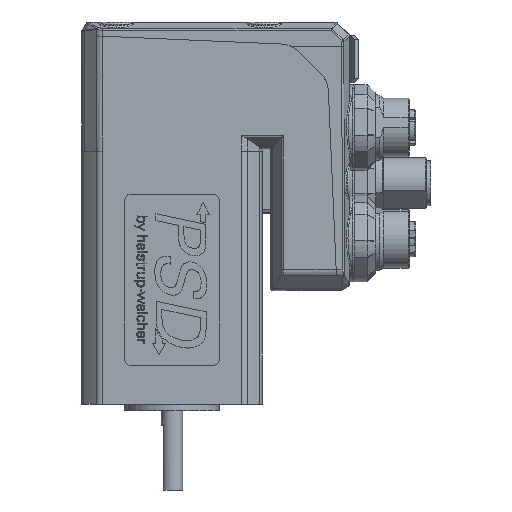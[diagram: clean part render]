
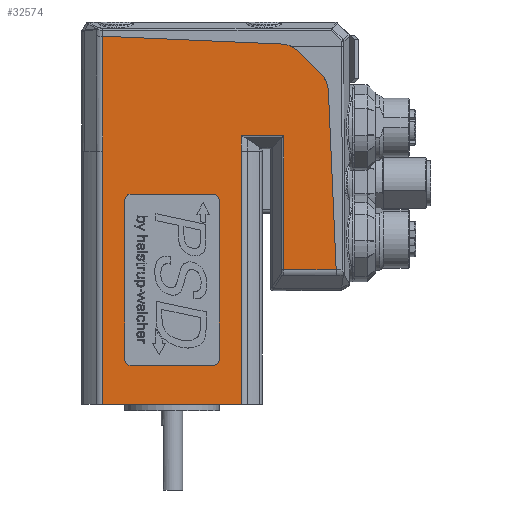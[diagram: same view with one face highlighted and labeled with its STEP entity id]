
A CAD part, left-side view. The second image highlights one B-rep face of the part: STEP entity #32574.
In plain terms, the highlighted planar face has unit normal (-1, 0, 0).
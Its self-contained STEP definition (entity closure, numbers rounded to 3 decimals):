
#2070=FACE_BOUND('',#5561,.T.);
#2335=PLANE('',#34905);
#3716=FACE_OUTER_BOUND('',#5560,.T.);
#5560=EDGE_LOOP('',(#22931,#22932,#22933,#22934,#22935,#22936,#22937,#22938,
#22939,#22940,#22941,#22942,#22943,#22944,#22945));
#5561=EDGE_LOOP('',(#22946,#22947,#22948,#22949,#22950,#22951,#22952,#22953));
#7433=LINE('',#46680,#9811);
#7436=LINE('',#46695,#9814);
#7447=LINE('',#46737,#9825);
#7468=LINE('',#46816,#9846);
#7473=LINE('',#46840,#9851);
#7494=LINE('',#46922,#9872);
#7496=LINE('',#46937,#9874);
#7505=LINE('',#47019,#9883);
#7532=LINE('',#47105,#9910);
#7533=LINE('',#47107,#9911);
#7534=LINE('',#47109,#9912);
#7535=LINE('',#47113,#9913);
#7536=LINE('',#47116,#9914);
#7537=LINE('',#47121,#9915);
#7538=LINE('',#47125,#9916);
#7539=LINE('',#47129,#9917);
#7540=LINE('',#47132,#9918);
#9811=VECTOR('',#38391,10.);
#9814=VECTOR('',#38400,10.);
#9825=VECTOR('',#38439,10.);
#9846=VECTOR('',#38496,10.);
#9851=VECTOR('',#38515,10.);
#9872=VECTOR('',#38586,1000.);
#9874=VECTOR('',#38602,1000.);
#9883=VECTOR('',#38689,1000.);
#9910=VECTOR('',#38780,1000.);
#9911=VECTOR('',#38783,1000.);
#9912=VECTOR('',#38784,10.);
#9913=VECTOR('',#38787,10.);
#9914=VECTOR('',#38790,10.);
#9915=VECTOR('',#38793,10.);
#9916=VECTOR('',#38796,10.);
#9917=VECTOR('',#38799,10.);
#9918=VECTOR('',#38802,10.);
#12250=CIRCLE('',#34906,6.);
#12251=CIRCLE('',#34907,6.);
#12252=CIRCLE('',#34908,1.5);
#12253=CIRCLE('',#34909,1.5);
#12254=CIRCLE('',#34910,1.5);
#12255=CIRCLE('',#34911,1.5);
#13399=VERTEX_POINT('',#46671);
#13402=VERTEX_POINT('',#46679);
#13405=VERTEX_POINT('',#46694);
#13416=VERTEX_POINT('',#46734);
#13442=VERTEX_POINT('',#46810);
#13444=VERTEX_POINT('',#46814);
#13448=VERTEX_POINT('',#46838);
#13470=VERTEX_POINT('',#46921);
#13476=VERTEX_POINT('',#46935);
#13509=VERTEX_POINT('',#47016);
#13510=VERTEX_POINT('',#47018);
#13538=VERTEX_POINT('',#47108);
#13539=VERTEX_POINT('',#47110);
#13540=VERTEX_POINT('',#47112);
#13541=VERTEX_POINT('',#47114);
#13542=VERTEX_POINT('',#47117);
#13543=VERTEX_POINT('',#47118);
#13544=VERTEX_POINT('',#47120);
#13545=VERTEX_POINT('',#47122);
#13546=VERTEX_POINT('',#47124);
#13547=VERTEX_POINT('',#47126);
#13548=VERTEX_POINT('',#47128);
#13549=VERTEX_POINT('',#47130);
#16865=EDGE_CURVE('',#13399,#13402,#7433,.T.);
#16870=EDGE_CURVE('',#13402,#13405,#7436,.T.);
#16889=EDGE_CURVE('',#13405,#13416,#7447,.T.);
#16923=EDGE_CURVE('',#13444,#13442,#7468,.T.);
#16932=EDGE_CURVE('',#13448,#13399,#7473,.T.);
#16966=EDGE_CURVE('',#13416,#13470,#7494,.T.);
#16974=EDGE_CURVE('',#13476,#13444,#7496,.T.);
#17014=EDGE_CURVE('',#13510,#13509,#7505,.T.);
#17057=EDGE_CURVE('',#13476,#13510,#7532,.T.);
#17058=EDGE_CURVE('',#13470,#13509,#7533,.T.);
#17059=EDGE_CURVE('',#13538,#13448,#7534,.T.);
#17060=EDGE_CURVE('',#13539,#13538,#12250,.T.);
#17061=EDGE_CURVE('',#13540,#13539,#7535,.T.);
#17062=EDGE_CURVE('',#13541,#13540,#12251,.T.);
#17063=EDGE_CURVE('',#13442,#13541,#7536,.T.);
#17064=EDGE_CURVE('',#13542,#13543,#12252,.T.);
#17065=EDGE_CURVE('',#13543,#13544,#7537,.T.);
#17066=EDGE_CURVE('',#13544,#13545,#12253,.T.);
#17067=EDGE_CURVE('',#13545,#13546,#7538,.T.);
#17068=EDGE_CURVE('',#13546,#13547,#12254,.T.);
#17069=EDGE_CURVE('',#13547,#13548,#7539,.T.);
#17070=EDGE_CURVE('',#13548,#13549,#12255,.T.);
#17071=EDGE_CURVE('',#13549,#13542,#7540,.T.);
#22931=ORIENTED_EDGE('',*,*,#17058,.F.);
#22932=ORIENTED_EDGE('',*,*,#16966,.F.);
#22933=ORIENTED_EDGE('',*,*,#16889,.F.);
#22934=ORIENTED_EDGE('',*,*,#16870,.F.);
#22935=ORIENTED_EDGE('',*,*,#16865,.F.);
#22936=ORIENTED_EDGE('',*,*,#16932,.F.);
#22937=ORIENTED_EDGE('',*,*,#17059,.F.);
#22938=ORIENTED_EDGE('',*,*,#17060,.F.);
#22939=ORIENTED_EDGE('',*,*,#17061,.F.);
#22940=ORIENTED_EDGE('',*,*,#17062,.F.);
#22941=ORIENTED_EDGE('',*,*,#17063,.F.);
#22942=ORIENTED_EDGE('',*,*,#16923,.F.);
#22943=ORIENTED_EDGE('',*,*,#16974,.F.);
#22944=ORIENTED_EDGE('',*,*,#17057,.T.);
#22945=ORIENTED_EDGE('',*,*,#17014,.T.);
#22946=ORIENTED_EDGE('',*,*,#17064,.T.);
#22947=ORIENTED_EDGE('',*,*,#17065,.T.);
#22948=ORIENTED_EDGE('',*,*,#17066,.T.);
#22949=ORIENTED_EDGE('',*,*,#17067,.T.);
#22950=ORIENTED_EDGE('',*,*,#17068,.T.);
#22951=ORIENTED_EDGE('',*,*,#17069,.T.);
#22952=ORIENTED_EDGE('',*,*,#17070,.T.);
#22953=ORIENTED_EDGE('',*,*,#17071,.T.);
#32574=ADVANCED_FACE('',(#3716,#2070),#2335,.F.);
#34905=AXIS2_PLACEMENT_3D('',#47106,#38781,#38782);
#34906=AXIS2_PLACEMENT_3D('',#47111,#38785,#38786);
#34907=AXIS2_PLACEMENT_3D('',#47115,#38788,#38789);
#34908=AXIS2_PLACEMENT_3D('',#47119,#38791,#38792);
#34909=AXIS2_PLACEMENT_3D('',#47123,#38794,#38795);
#34910=AXIS2_PLACEMENT_3D('',#47127,#38797,#38798);
#34911=AXIS2_PLACEMENT_3D('',#47131,#38800,#38801);
#38391=DIRECTION('',(0.,0.,1.));
#38400=DIRECTION('',(0.,1.,0.));
#38439=DIRECTION('',(0.,0.,-1.));
#38496=DIRECTION('',(0.,0.,1.));
#38515=DIRECTION('',(0.,1.,0.));
#38586=DIRECTION('',(0.,-1.,0.));
#38602=DIRECTION('',(0.,-1.,0.));
#38689=DIRECTION('',(0.,-1.,0.));
#38780=DIRECTION('',(0.,0.,-1.));
#38781=DIRECTION('center_axis',(1.,0.,0.));
#38782=DIRECTION('ref_axis',(0.,1.,0.));
#38783=DIRECTION('',(0.,0.,-1.));
#38784=DIRECTION('',(0.,-0.044,-0.999));
#38785=DIRECTION('center_axis',(1.,0.,0.));
#38786=DIRECTION('ref_axis',(0.,-0.707,0.707));
#38787=DIRECTION('',(0.,-0.707,-0.707));
#38788=DIRECTION('center_axis',(1.,0.,0.));
#38789=DIRECTION('ref_axis',(0.,-0.044,0.999));
#38790=DIRECTION('',(0.,-0.999,-0.044));
#38791=DIRECTION('center_axis',(1.,0.,0.));
#38792=DIRECTION('ref_axis',(0.,-1.,0.));
#38793=DIRECTION('',(0.,0.,-1.));
#38794=DIRECTION('center_axis',(1.,0.,0.));
#38795=DIRECTION('ref_axis',(0.,0.,
-1.));
#38796=DIRECTION('',(0.,1.,0.));
#38797=DIRECTION('center_axis',(1.,0.,0.));
#38798=DIRECTION('ref_axis',(0.,1.,0.));
#38799=DIRECTION('',(0.,0.,1.));
#38800=DIRECTION('center_axis',(1.,0.,0.));
#38801=DIRECTION('ref_axis',(0.,0.,
1.));
#38802=DIRECTION('',(0.,-1.,0.));
#46671=CARTESIAN_POINT('',(-21.,-26.061,31.328));
#46679=CARTESIAN_POINT('',(-21.,-26.061,62.561));
#46680=CARTESIAN_POINT('',(-21.,-26.061,52.106));
#46694=CARTESIAN_POINT('',(-21.,-16.172,62.561));
#46695=CARTESIAN_POINT('',(-21.,-15.106,62.561));
#46734=CARTESIAN_POINT('',(-21.,-16.172,59.));
#46737=CARTESIAN_POINT('',(-21.,-16.172,56.606));
#46810=CARTESIAN_POINT('',(-21.,16.172,85.789));
#46814=CARTESIAN_POINT('',(-21.,16.172,59.));
#46816=CARTESIAN_POINT('',(-21.,16.172,60.231));
#46838=CARTESIAN_POINT('',(-21.,-38.289,31.328));
#46840=CARTESIAN_POINT('',(-21.,-19.481,31.328));
#46921=CARTESIAN_POINT('',(-21.,-16.248,59.));
#46922=CARTESIAN_POINT('',(-21.,16.248,59.));
#46935=CARTESIAN_POINT('',(-21.,16.248,59.));
#46937=CARTESIAN_POINT('',(-21.,16.248,59.));
#47016=CARTESIAN_POINT('',(-21.,-16.248,0.));
#47018=CARTESIAN_POINT('',(-21.,16.248,0.));
#47019=CARTESIAN_POINT('',(-21.,16.248,0.));
#47105=CARTESIAN_POINT('',(-21.,16.248,49.3));
#47106=CARTESIAN_POINT('Origin',(-21.,16.248,49.3));
#47107=CARTESIAN_POINT('',(-21.,-16.248,49.3));
#47108=CARTESIAN_POINT('',(-21.,-36.466,73.076));
#47109=CARTESIAN_POINT('',(-21.,-36.466,73.076));
#47110=CARTESIAN_POINT('',(-21.,-34.715,77.057));
#47111=CARTESIAN_POINT('Origin',(-21.,-30.472,72.815));
#47112=CARTESIAN_POINT('',(-21.,-29.557,82.215));
#47113=CARTESIAN_POINT('',(-21.,-29.557,82.215));
#47114=CARTESIAN_POINT('',(-21.,-25.576,83.966));
#47115=CARTESIAN_POINT('Origin',(-21.,-25.315,77.972));
#47116=CARTESIAN_POINT('',(-21.,21.,86.));
#47117=CARTESIAN_POINT('',(-21.,-9.5,49.));
#47118=CARTESIAN_POINT('',(-21.,-11.,47.5));
#47119=CARTESIAN_POINT('Origin',(-21.,-9.5,47.5));
#47120=CARTESIAN_POINT('',(-21.,-11.,10.5));
#47121=CARTESIAN_POINT('',(-21.,-11.,29.9));
#47122=CARTESIAN_POINT('',(-21.,-9.5,9.));
#47123=CARTESIAN_POINT('Origin',(-21.,-9.5,10.5));
#47124=CARTESIAN_POINT('',(-21.,9.5,9.));
#47125=CARTESIAN_POINT('',(-21.,12.874,9.));
#47126=CARTESIAN_POINT('',(-21.,11.,10.5));
#47127=CARTESIAN_POINT('Origin',(-21.,9.5,10.5));
#47128=CARTESIAN_POINT('',(-21.,11.,47.5));
#47129=CARTESIAN_POINT('',(-21.,11.,48.4));
#47130=CARTESIAN_POINT('',(-21.,9.5,49.));
#47131=CARTESIAN_POINT('Origin',(-21.,9.5,47.5));
#47132=CARTESIAN_POINT('',(-21.,3.374,49.));
